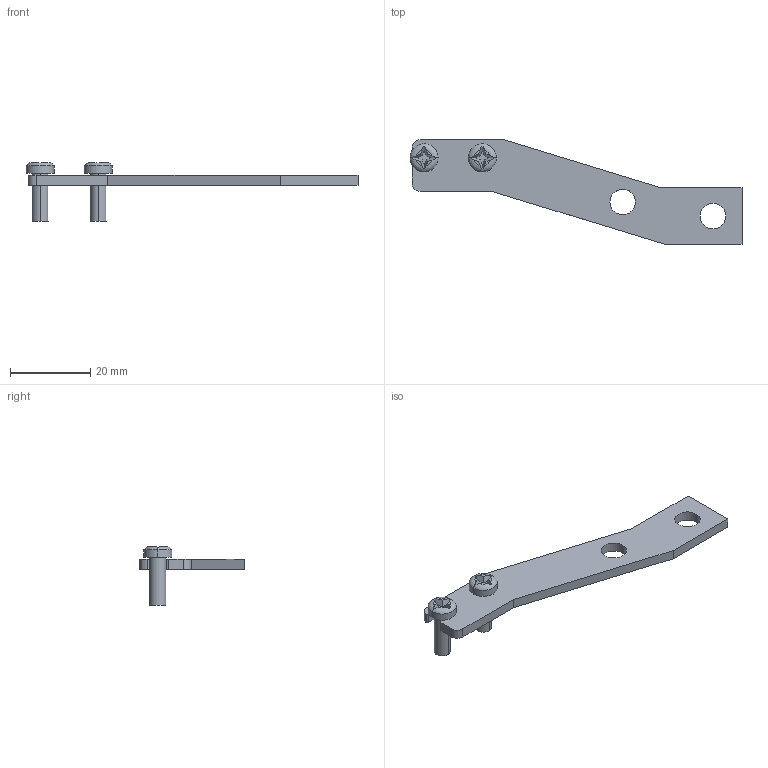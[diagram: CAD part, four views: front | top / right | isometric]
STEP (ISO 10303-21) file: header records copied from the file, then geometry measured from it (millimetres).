
FILE_DESCRIPTION (( 'STEP AP214' ), '1' );
FILE_NAME ('Southco-AC-EM-059-1.step', '2018-12-26T05:28:42', ( '' ), ( '' ), 'SwSTEP 2.0', 'SolidWorks 2018', '' );
FILE_SCHEMA (( 'AUTOMOTIVE_DESIGN' ));
Length unit declared in the file: millimetre
Products named in the file (3): Southco-AC-EM-059-1; Southco-AC-EM-059-1_AC-EM-059-1.sldasm-Part-1; Southco-AC-EM-059-1_AC-EM-059-1.sldasm-Part-2
Assembly tree (3 placements, depth 2):
  Southco-AC-EM-059-1
    Southco-AC-EM-059-1_AC-EM-059-1.sldasm-Part-1  x2
    Southco-AC-EM-059-1_AC-EM-059-1.sldasm-Part-2
Bounding box: 82.73 x 26 x 14.7 mm (x, y, z)
Volume: 3019.9 mm3; surface area: 3256.3 mm2
Topology: 3 solids, 3 shells, 74 faces, 194 edges, 128 vertices
Faces by surface type: plane 50, cylinder 20, torus 4
Entity records: 1686 total; most frequent: CARTESIAN_POINT 329, DIRECTION 264, ORIENTED_EDGE 260, EDGE_CURVE 130, AXIS2_PLACEMENT_3D 93, VERTEX_POINT 86, LINE 78, VECTOR 78
